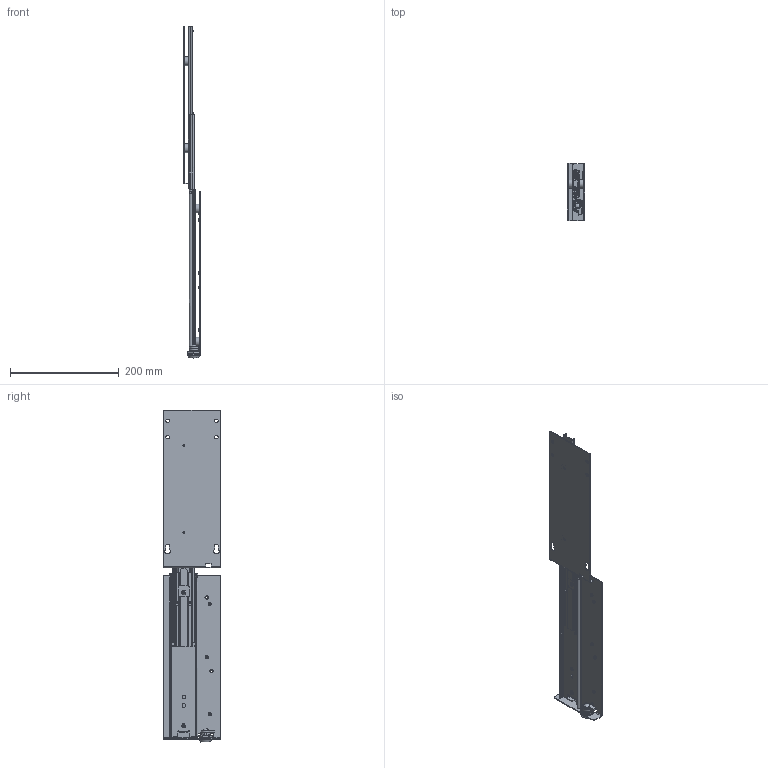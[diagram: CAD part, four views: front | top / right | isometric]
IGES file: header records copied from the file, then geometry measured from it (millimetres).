
Global section: file name: ZE-114_G_open; native system: Autodesk Inventor 2026; preprocessor: unknown; author: DC; date: 20250512.074338; units: millimetre
Bounding box: 32.3 x 105 x 611 mm (x, y, z)
Volume: 193265 mm3; surface area: 246039.2 mm2
Topology: 21 solids, 21 shells, 1062 faces, 2790 edges, 1782 vertices
Faces by surface type: bspline 1062
